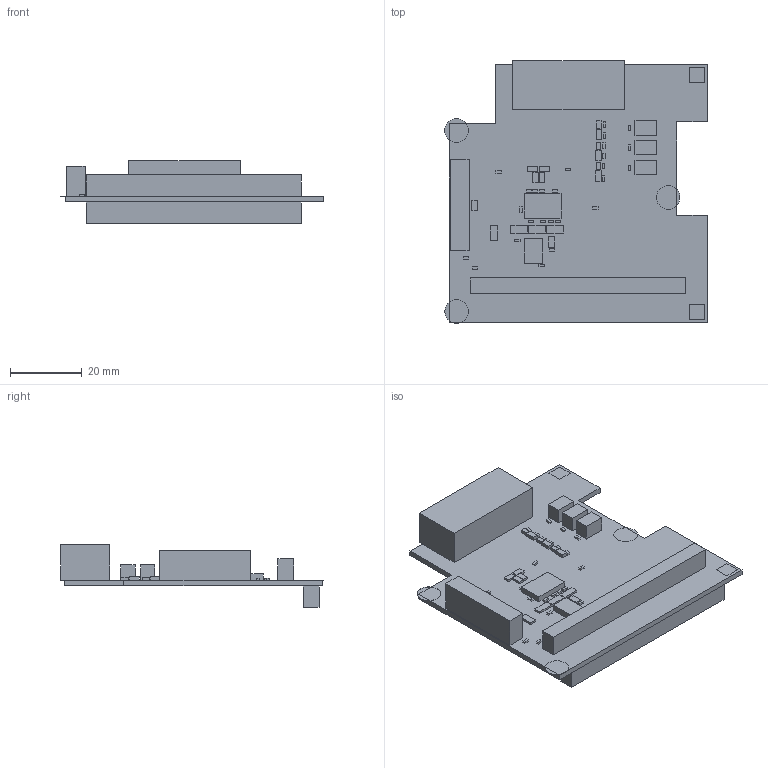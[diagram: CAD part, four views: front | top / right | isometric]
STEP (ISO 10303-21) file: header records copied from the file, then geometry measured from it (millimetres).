
FILE_DESCRIPTION(('FreeCAD Model'),'2;1');
FILE_NAME( '1413-0STEP.step', '2013-11-04T08:52:40',('FreeCAD'),('FreeCAD'), 'Open CASCADE STEP processor 6.3','FreeCAD','Unknown');
FILE_SCHEMA(('AUTOMOTIVE_DESIGN_CC2 { 1 2 10303 214 -1 1 5 4 }'));
Length unit declared in the file: millimetre
Products named in the file (57): Board_outline; C30; C25; R36; R34; C22; C19; X4; J1; J2; U4; C28; R35; C3; R46; S2; R30; C31; D2; R29; R38; C24; Q3; J3; R47; R43; D1; L5; X3; D3; R44; C20; X6; X1; R40; R41; R45; Q2; C23; X2 ...
Bounding box: 73.23 x 73.3 x 17.57 mm (x, y, z)
Volume: 16539.8 mm3; surface area: 16472.2 mm2
Topology: 57 solids, 57 shells, 342 faces, 684 edges, 456 vertices
Faces by surface type: plane 336, cylinder 6
Entity records: 18620 total; most frequent: CARTESIAN_POINT 2887, DIRECTION 2744, LINE 2028, VECTOR 2028, ORIENTED_EDGE 1368, PCURVE 1368, DEFINITIONAL_REPRESENTATION 1368, EDGE_CURVE 684
